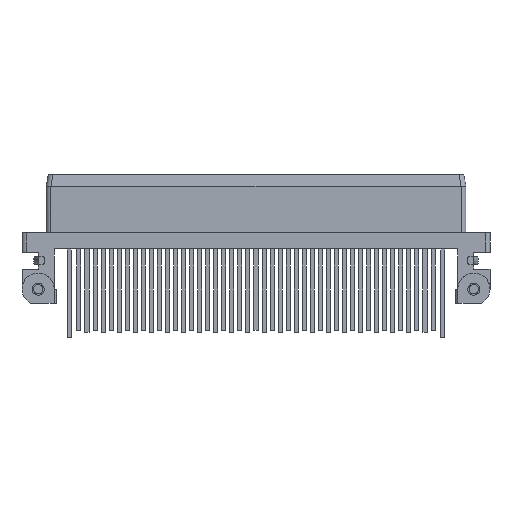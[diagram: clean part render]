
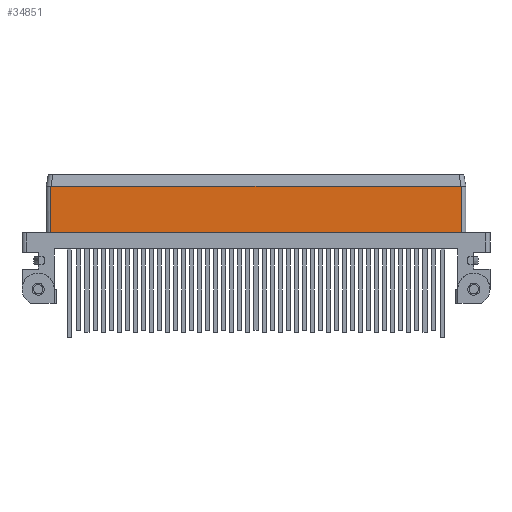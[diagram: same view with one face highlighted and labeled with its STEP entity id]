
A CAD part, front view. The second image highlights one B-rep face of the part: STEP entity #34851.
In plain terms, the highlighted planar face has unit normal (0, -1, 0).
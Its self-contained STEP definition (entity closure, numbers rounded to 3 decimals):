
#55 = CYLINDRICAL_SURFACE('',#56,1.2);
#56 = AXIS2_PLACEMENT_3D('',#57,#58,#59);
#57 = CARTESIAN_POINT('',(-50.95,-6.35,-14.785));
#58 = DIRECTION('',(0.,0.,1.));
#59 = DIRECTION('',(-1.,0.,0.));
#105 = PLANE('',#106);
#106 = AXIS2_PLACEMENT_3D('',#107,#108,#109);
#107 = CARTESIAN_POINT('',(-52.15,-7.55,-14.6));
#108 = DIRECTION('',(0.,0.,1.));
#109 = DIRECTION('',(0.,-1.,0.));
#197 = VERTEX_POINT('',#198);
#198 = CARTESIAN_POINT('',(-50.95,-7.55,-14.6));
#246 = EDGE_CURVE('',#197,#247,#249,.T.);
#247 = VERTEX_POINT('',#248);
#248 = CARTESIAN_POINT('',(-50.95,-7.55,-3.));
#249 = SURFACE_CURVE('',#250,(#254,#283),.PCURVE_S1.);
#250 = LINE('',#251,#252);
#251 = CARTESIAN_POINT('',(-50.95,-7.55,-14.6));
#252 = VECTOR('',#253,1.);
#253 = DIRECTION('',(0.,0.,1.));
#254 = PCURVE('',#55,#255);
#255 = DEFINITIONAL_REPRESENTATION('',(#256),#282);
#256 = B_SPLINE_CURVE_WITH_KNOTS('',3,(#257,#258,#259,#260,#261,#262,
    #263,#264,#265,#266,#267,#268,#269,#270,#271,#272,#273,#274,#275,
    #276,#277,#278,#279,#280,#281),.UNSPECIFIED.,.F.,.F.,(4,1,1,1,1,1,1,
    1,1,1,1,1,1,1,1,1,1,1,1,1,1,1,4),(0.,0.527,
    1.055,1.582,2.109,2.636,
    3.164,3.691,4.218,4.745,
    5.273,5.8,6.327,6.855,7.382,
    7.909,8.436,8.964,9.491,
    10.018,10.545,11.073,11.6),
  .QUASI_UNIFORM_KNOTS.);
#257 = CARTESIAN_POINT('',(1.571,0.185));
#258 = CARTESIAN_POINT('',(1.571,0.36));
#259 = CARTESIAN_POINT('',(1.571,0.712));
#260 = CARTESIAN_POINT('',(1.571,1.239));
#261 = CARTESIAN_POINT('',(1.571,1.766));
#262 = CARTESIAN_POINT('',(1.571,2.294));
#263 = CARTESIAN_POINT('',(1.571,2.821));
#264 = CARTESIAN_POINT('',(1.571,3.348));
#265 = CARTESIAN_POINT('',(1.571,3.875));
#266 = CARTESIAN_POINT('',(1.571,4.403));
#267 = CARTESIAN_POINT('',(1.571,4.93));
#268 = CARTESIAN_POINT('',(1.571,5.457));
#269 = CARTESIAN_POINT('',(1.571,5.985));
#270 = CARTESIAN_POINT('',(1.571,6.512));
#271 = CARTESIAN_POINT('',(1.571,7.039));
#272 = CARTESIAN_POINT('',(1.571,7.566));
#273 = CARTESIAN_POINT('',(1.571,8.094));
#274 = CARTESIAN_POINT('',(1.571,8.621));
#275 = CARTESIAN_POINT('',(1.571,9.148));
#276 = CARTESIAN_POINT('',(1.571,9.675));
#277 = CARTESIAN_POINT('',(1.571,10.203));
#278 = CARTESIAN_POINT('',(1.571,10.73));
#279 = CARTESIAN_POINT('',(1.571,11.257));
#280 = CARTESIAN_POINT('',(1.571,11.609));
#281 = CARTESIAN_POINT('',(1.571,11.785));
#282 = ( GEOMETRIC_REPRESENTATION_CONTEXT(2) 
PARAMETRIC_REPRESENTATION_CONTEXT() REPRESENTATION_CONTEXT('2D SPACE',''
  ) );
#283 = PCURVE('',#284,#289);
#284 = PLANE('',#285);
#285 = AXIS2_PLACEMENT_3D('',#286,#287,#288);
#286 = CARTESIAN_POINT('',(-52.15,-7.55,0.));
#287 = DIRECTION('',(0.,-1.,0.));
#288 = DIRECTION('',(0.,0.,-1.));
#289 = DEFINITIONAL_REPRESENTATION('',(#290),#294);
#290 = LINE('',#291,#292);
#291 = CARTESIAN_POINT('',(14.6,1.2));
#292 = VECTOR('',#293,1.);
#293 = DIRECTION('',(-1.,0.));
#294 = ( GEOMETRIC_REPRESENTATION_CONTEXT(2) 
PARAMETRIC_REPRESENTATION_CONTEXT() REPRESENTATION_CONTEXT('2D SPACE',''
  ) );
#335 = PLANE('',#336);
#336 = AXIS2_PLACEMENT_3D('',#337,#338,#339);
#337 = CARTESIAN_POINT('',(0.,-7.286,-1.5));
#338 = DIRECTION('',(0.,-0.985,0.174));
#339 = DIRECTION('',(-1.,0.,0.));
#1294 = EDGE_CURVE('',#197,#1295,#1297,.T.);
#1295 = VERTEX_POINT('',#1296);
#1296 = CARTESIAN_POINT('',(50.95,-7.55,-14.6));
#1297 = SURFACE_CURVE('',#1298,(#1302,#1309),.PCURVE_S1.);
#1298 = LINE('',#1299,#1300);
#1299 = CARTESIAN_POINT('',(-50.95,-7.55,-14.6));
#1300 = VECTOR('',#1301,1.);
#1301 = DIRECTION('',(1.,0.,0.));
#1302 = PCURVE('',#105,#1303);
#1303 = DEFINITIONAL_REPRESENTATION('',(#1304),#1308);
#1304 = LINE('',#1305,#1306);
#1305 = CARTESIAN_POINT('',(0.,1.2));
#1306 = VECTOR('',#1307,1.);
#1307 = DIRECTION('',(0.,1.));
#1308 = ( GEOMETRIC_REPRESENTATION_CONTEXT(2) 
PARAMETRIC_REPRESENTATION_CONTEXT() REPRESENTATION_CONTEXT('2D SPACE',''
  ) );
#1309 = PCURVE('',#284,#1310);
#1310 = DEFINITIONAL_REPRESENTATION('',(#1311),#1315);
#1311 = LINE('',#1312,#1313);
#1312 = CARTESIAN_POINT('',(14.6,1.2));
#1313 = VECTOR('',#1314,1.);
#1314 = DIRECTION('',(0.,1.));
#1315 = ( GEOMETRIC_REPRESENTATION_CONTEXT(2) 
PARAMETRIC_REPRESENTATION_CONTEXT() REPRESENTATION_CONTEXT('2D SPACE',''
  ) );
#1338 = CYLINDRICAL_SURFACE('',#1339,1.2);
#1339 = AXIS2_PLACEMENT_3D('',#1340,#1341,#1342);
#1340 = CARTESIAN_POINT('',(50.95,-6.35,-2.808));
#1341 = DIRECTION('',(0.,0.,-1.));
#1342 = DIRECTION('',(1.,0.,0.));
#34851 = ADVANCED_FACE('',(#34852),#284,.T.);
#34852 = FACE_BOUND('',#34853,.F.);
#34853 = EDGE_LOOP('',(#34854,#34855,#34878,#34921));
#34854 = ORIENTED_EDGE('',*,*,#246,.T.);
#34855 = ORIENTED_EDGE('',*,*,#34856,.F.);
#34856 = EDGE_CURVE('',#34857,#247,#34859,.T.);
#34857 = VERTEX_POINT('',#34858);
#34858 = CARTESIAN_POINT('',(50.95,-7.55,-3.));
#34859 = SURFACE_CURVE('',#34860,(#34864,#34871),.PCURVE_S1.);
#34860 = LINE('',#34861,#34862);
#34861 = CARTESIAN_POINT('',(50.95,-7.55,-3.));
#34862 = VECTOR('',#34863,1.);
#34863 = DIRECTION('',(-1.,0.,0.));
#34864 = PCURVE('',#284,#34865);
#34865 = DEFINITIONAL_REPRESENTATION('',(#34866),#34870);
#34866 = LINE('',#34867,#34868);
#34867 = CARTESIAN_POINT('',(3.,103.1));
#34868 = VECTOR('',#34869,1.);
#34869 = DIRECTION('',(0.,-1.));
#34870 = ( GEOMETRIC_REPRESENTATION_CONTEXT(2) 
PARAMETRIC_REPRESENTATION_CONTEXT() REPRESENTATION_CONTEXT('2D SPACE',''
  ) );
#34871 = PCURVE('',#335,#34872);
#34872 = DEFINITIONAL_REPRESENTATION('',(#34873),#34877);
#34873 = LINE('',#34874,#34875);
#34874 = CARTESIAN_POINT('',(-50.95,1.523));
#34875 = VECTOR('',#34876,1.);
#34876 = DIRECTION('',(1.,0.));
#34877 = ( GEOMETRIC_REPRESENTATION_CONTEXT(2) 
PARAMETRIC_REPRESENTATION_CONTEXT() REPRESENTATION_CONTEXT('2D SPACE',''
  ) );
#34878 = ORIENTED_EDGE('',*,*,#34879,.T.);
#34879 = EDGE_CURVE('',#34857,#1295,#34880,.T.);
#34880 = SURFACE_CURVE('',#34881,(#34885,#34892),.PCURVE_S1.);
#34881 = LINE('',#34882,#34883);
#34882 = CARTESIAN_POINT('',(50.95,-7.55,-3.));
#34883 = VECTOR('',#34884,1.);
#34884 = DIRECTION('',(0.,0.,-1.));
#34885 = PCURVE('',#284,#34886);
#34886 = DEFINITIONAL_REPRESENTATION('',(#34887),#34891);
#34887 = LINE('',#34888,#34889);
#34888 = CARTESIAN_POINT('',(3.,103.1));
#34889 = VECTOR('',#34890,1.);
#34890 = DIRECTION('',(1.,0.));
#34891 = ( GEOMETRIC_REPRESENTATION_CONTEXT(2) 
PARAMETRIC_REPRESENTATION_CONTEXT() REPRESENTATION_CONTEXT('2D SPACE',''
  ) );
#34892 = PCURVE('',#1338,#34893);
#34893 = DEFINITIONAL_REPRESENTATION('',(#34894),#34920);
#34894 = B_SPLINE_CURVE_WITH_KNOTS('',3,(#34895,#34896,#34897,#34898,
    #34899,#34900,#34901,#34902,#34903,#34904,#34905,#34906,#34907,
    #34908,#34909,#34910,#34911,#34912,#34913,#34914,#34915,#34916,
    #34917,#34918,#34919),.UNSPECIFIED.,.F.,.F.,(4,1,1,1,1,1,1,1,1,1,1,1
    ,1,1,1,1,1,1,1,1,1,1,4),(0.,0.527,1.055,
    1.582,2.109,2.636,3.164,
    3.691,4.218,4.745,5.273,5.8,
    6.327,6.855,7.382,7.909,
    8.436,8.964,9.491,10.018,
    10.545,11.073,11.6),.QUASI_UNIFORM_KNOTS.);
#34895 = CARTESIAN_POINT('',(1.571,0.192));
#34896 = CARTESIAN_POINT('',(1.571,0.368));
#34897 = CARTESIAN_POINT('',(1.571,0.719));
#34898 = CARTESIAN_POINT('',(1.571,1.246));
#34899 = CARTESIAN_POINT('',(1.571,1.774));
#34900 = CARTESIAN_POINT('',(1.571,2.301));
#34901 = CARTESIAN_POINT('',(1.571,2.828));
#34902 = CARTESIAN_POINT('',(1.571,3.356));
#34903 = CARTESIAN_POINT('',(1.571,3.883));
#34904 = CARTESIAN_POINT('',(1.571,4.41));
#34905 = CARTESIAN_POINT('',(1.571,4.937));
#34906 = CARTESIAN_POINT('',(1.571,5.465));
#34907 = CARTESIAN_POINT('',(1.571,5.992));
#34908 = CARTESIAN_POINT('',(1.571,6.519));
#34909 = CARTESIAN_POINT('',(1.571,7.046));
#34910 = CARTESIAN_POINT('',(1.571,7.574));
#34911 = CARTESIAN_POINT('',(1.571,8.101));
#34912 = CARTESIAN_POINT('',(1.571,8.628));
#34913 = CARTESIAN_POINT('',(1.571,9.156));
#34914 = CARTESIAN_POINT('',(1.571,9.683));
#34915 = CARTESIAN_POINT('',(1.571,10.21));
#34916 = CARTESIAN_POINT('',(1.571,10.737));
#34917 = CARTESIAN_POINT('',(1.571,11.265));
#34918 = CARTESIAN_POINT('',(1.571,11.616));
#34919 = CARTESIAN_POINT('',(1.571,11.792));
#34920 = ( GEOMETRIC_REPRESENTATION_CONTEXT(2) 
PARAMETRIC_REPRESENTATION_CONTEXT() REPRESENTATION_CONTEXT('2D SPACE',''
  ) );
#34921 = ORIENTED_EDGE('',*,*,#1294,.F.);
